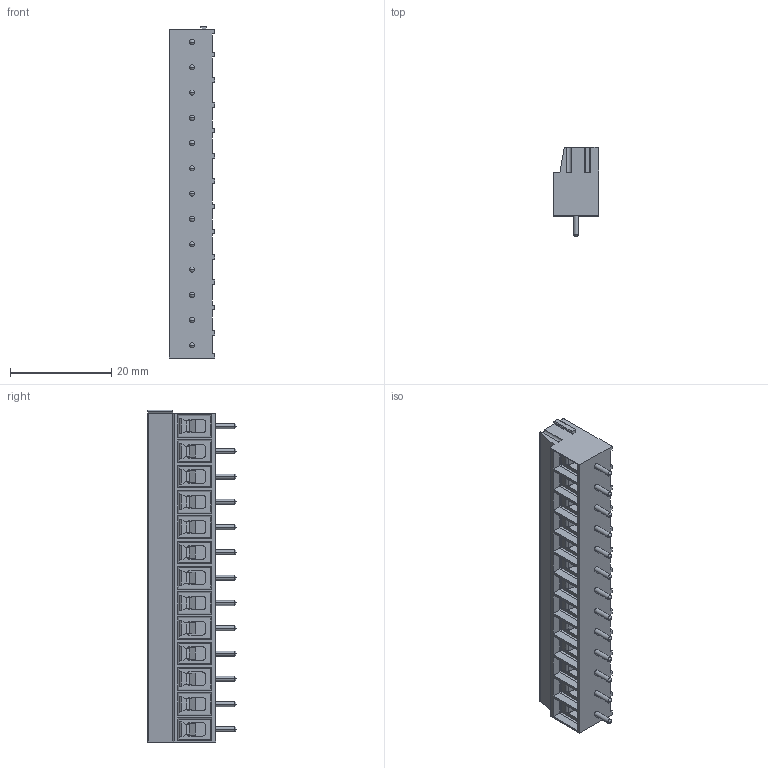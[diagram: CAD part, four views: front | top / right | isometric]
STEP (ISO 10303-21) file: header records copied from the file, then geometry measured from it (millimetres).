
FILE_DESCRIPTION((''),'2;1');
FILE_NAME('PRT0051','2024-11-08T',('yanfa'),(''),'PRO/ENGINEER BY PARAMETRIC TECHNOLOGY CORPORATION, 2009280','PRO/ENGINEER BY PARAMETRIC TECHNOLOGY CORPORATION, 2009280','');
FILE_SCHEMA(('AUTOMOTIVE_DESIGN_CC2 { 1 2 10303 214 -1 1 5 2 }'));
Length unit declared in the file: millimetre
Products named in the file (1): PRT0051
Bounding box: 9 x 17.6 x 65.68 mm (x, y, z)
Volume: 5467.7 mm3; surface area: 5747.2 mm2
Topology: 1 solids, 1 shells, 1003 faces, 2668 edges, 1705 vertices
Faces by surface type: plane 563, cylinder 336, cone 52, torus 26, sphere 26
Entity records: 31208 total; most frequent: CARTESIAN_POINT 5815, DIRECTION 5320, ORIENTED_EDGE 5284, EDGE_CURVE 2642, AXIS2_PLACEMENT_3D 1779, VECTOR 1762, LINE 1762, VERTEX_POINT 1705
